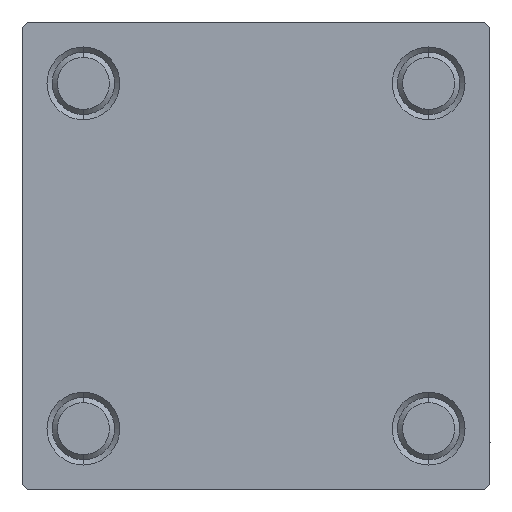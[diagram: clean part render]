
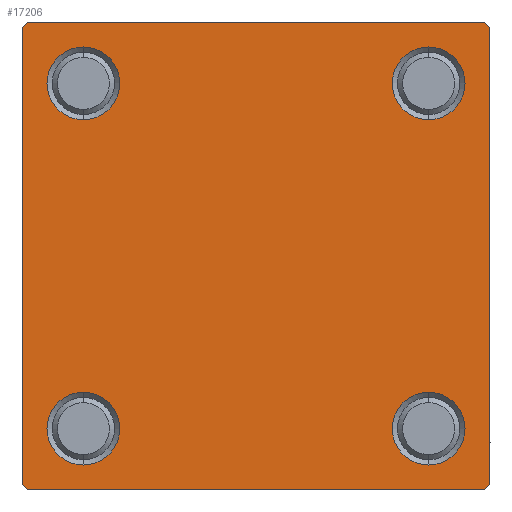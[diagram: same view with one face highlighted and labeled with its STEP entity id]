
A CAD part, left-side view. The second image highlights one B-rep face of the part: STEP entity #17206.
In plain terms, the highlighted planar face has unit normal (-1, 0, 0).
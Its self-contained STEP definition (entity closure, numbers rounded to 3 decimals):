
#395 = DIRECTION ( 'NONE',  ( 0., 0., 1. ) ) ;
#593 = LINE ( 'NONE', #15489, #21652 ) ;
#701 = EDGE_CURVE ( 'NONE', #38645, #44699, #28437, .T. ) ;
#1659 = ORIENTED_EDGE ( 'NONE', *, *, #26218, .T. ) ;
#1907 = VERTEX_POINT ( 'NONE', #46260 ) ;
#2209 = DIRECTION ( 'NONE',  ( 0., 0., 1. ) ) ;
#2247 = DIRECTION ( 'NONE',  ( 1., 0., 0. ) ) ;
#2644 = ORIENTED_EDGE ( 'NONE', *, *, #15396, .T. ) ;
#3058 = VECTOR ( 'NONE', #19616, 1000. ) ;
#3129 = AXIS2_PLACEMENT_3D ( 'NONE', #27228, #8960, #19174 ) ;
#3716 = FACE_BOUND ( 'NONE', #48484, .T. ) ;
#4079 = ORIENTED_EDGE ( 'NONE', *, *, #46663, .T. ) ;
#4114 = CARTESIAN_POINT ( 'NONE',  ( 0., -16.6, 16.6 ) ) ;
#4211 = LINE ( 'NONE', #39717, #3058 ) ;
#4370 = DIRECTION ( 'NONE',  ( 0., -1., 0. ) ) ;
#5499 = AXIS2_PLACEMENT_3D ( 'NONE', #41824, #33750, #34243 ) ;
#5866 = DIRECTION ( 'NONE',  ( 0., -0.707, 0.707 ) ) ;
#7525 = AXIS2_PLACEMENT_3D ( 'NONE', #16979, #35632, #47243 ) ;
#7627 = CARTESIAN_POINT ( 'NONE',  ( 0., 16.6, -20.1 ) ) ;
#7910 = ORIENTED_EDGE ( 'NONE', *, *, #31335, .T. ) ;
#7931 = ORIENTED_EDGE ( 'NONE', *, *, #46080, .T. ) ;
#7960 = DIRECTION ( 'NONE',  ( 1., 0., 0. ) ) ;
#8088 = CARTESIAN_POINT ( 'NONE',  ( 0., 22.5, 22.5 ) ) ;
#8806 = VECTOR ( 'NONE', #24959, 1000. ) ;
#8960 = DIRECTION ( 'NONE',  ( 1., 0., 0. ) ) ;
#9130 = EDGE_LOOP ( 'NONE', ( #21005, #30873 ) ) ;
#9313 = CARTESIAN_POINT ( 'NONE',  ( 0., 22.5, -22.5 ) ) ;
#10107 = ORIENTED_EDGE ( 'NONE', *, *, #42344, .T. ) ;
#10227 = EDGE_LOOP ( 'NONE', ( #1659, #7910 ) ) ;
#10897 = EDGE_CURVE ( 'NONE', #28242, #34222, #42664, .T. ) ;
#10902 = CARTESIAN_POINT ( 'NONE',  ( 0., -22.5, 22. ) ) ;
#12525 = CARTESIAN_POINT ( 'NONE',  ( 0., -22., -22.5 ) ) ;
#12830 = CARTESIAN_POINT ( 'NONE',  ( 0., -16.6, 20.1 ) ) ;
#12899 = CARTESIAN_POINT ( 'NONE',  ( 0., -22.5, 22.5 ) ) ;
#12919 = ORIENTED_EDGE ( 'NONE', *, *, #39528, .T. ) ;
#13333 = DIRECTION ( 'NONE',  ( 0., 0.707, 0.707 ) ) ;
#13536 = AXIS2_PLACEMENT_3D ( 'NONE', #4114, #38942, #31117 ) ;
#14199 = EDGE_CURVE ( 'NONE', #25796, #33169, #21541, .T. ) ;
#14216 = DIRECTION ( 'NONE',  ( 0., -0.707, -0.707 ) ) ;
#14585 = FACE_BOUND ( 'NONE', #36583, .T. ) ;
#14819 = CARTESIAN_POINT ( 'NONE',  ( 0., 22., -22.5 ) ) ;
#15396 = EDGE_CURVE ( 'NONE', #23120, #28242, #4211, .T. ) ;
#15489 = CARTESIAN_POINT ( 'NONE',  ( 0., 22.5, 22.5 ) ) ;
#15969 = CIRCLE ( 'NONE', #13536, 3.5 ) ;
#16979 = CARTESIAN_POINT ( 'NONE',  ( 0., 16.6, -16.6 ) ) ;
#17206 = ADVANCED_FACE ( 'NONE', ( #3716, #14585, #18864, #26431, #29958 ), #19123, .T. ) ;
#17659 = DIRECTION ( 'NONE',  ( 0., 0., 1. ) ) ;
#18104 = ORIENTED_EDGE ( 'NONE', *, *, #37884, .F. ) ;
#18109 = ORIENTED_EDGE ( 'NONE', *, *, #30721, .T. ) ;
#18698 = DIRECTION ( 'NONE',  ( 1., 0., 0. ) ) ;
#18864 = FACE_BOUND ( 'NONE', #9130, .T. ) ;
#18995 = AXIS2_PLACEMENT_3D ( 'NONE', #27139, #7960, #395 ) ;
#19123 = PLANE ( 'NONE',  #5499 ) ;
#19174 = DIRECTION ( 'NONE',  ( 0., 0., 1. ) ) ;
#19498 = DIRECTION ( 'NONE',  ( 0., 0., 1. ) ) ;
#19616 = DIRECTION ( 'NONE',  ( 0., 0.707, -0.707 ) ) ;
#19722 = CIRCLE ( 'NONE', #39101, 3.5 ) ;
#19748 = DIRECTION ( 'NONE',  ( 1., 0., 0. ) ) ;
#19755 = VECTOR ( 'NONE', #5866, 1000. ) ;
#19868 = VERTEX_POINT ( 'NONE', #30629 ) ;
#20017 = ORIENTED_EDGE ( 'NONE', *, *, #10897, .T. ) ;
#20204 = VERTEX_POINT ( 'NONE', #10902 ) ;
#20612 = CARTESIAN_POINT ( 'NONE',  ( 0., 22.5, -22. ) ) ;
#20682 = LINE ( 'NONE', #9313, #8806 ) ;
#20779 = LINE ( 'NONE', #27644, #19755 ) ;
#21005 = ORIENTED_EDGE ( 'NONE', *, *, #701, .T. ) ;
#21541 = CIRCLE ( 'NONE', #46520, 3.5 ) ;
#21652 = VECTOR ( 'NONE', #4370, 1000. ) ;
#22732 = CARTESIAN_POINT ( 'NONE',  ( 0., -16.6, 16.6 ) ) ;
#23120 = VERTEX_POINT ( 'NONE', #25805 ) ;
#23349 = CIRCLE ( 'NONE', #45871, 3.5 ) ;
#23815 = VERTEX_POINT ( 'NONE', #30198 ) ;
#24436 = CARTESIAN_POINT ( 'NONE',  ( 0., -22.25, 22.25 ) ) ;
#24503 = CARTESIAN_POINT ( 'NONE',  ( 0., -16.6, -16.6 ) ) ;
#24959 = DIRECTION ( 'NONE',  ( 0., -1., 0. ) ) ;
#25796 = VERTEX_POINT ( 'NONE', #31805 ) ;
#25805 = CARTESIAN_POINT ( 'NONE',  ( 0., 22., 22.5 ) ) ;
#26039 = AXIS2_PLACEMENT_3D ( 'NONE', #40349, #2247, #17659 ) ;
#26218 = EDGE_CURVE ( 'NONE', #19868, #23815, #19722, .T. ) ;
#26431 = FACE_BOUND ( 'NONE', #10227, .T. ) ;
#27139 = CARTESIAN_POINT ( 'NONE',  ( 0., 16.6, 16.6 ) ) ;
#27174 = VERTEX_POINT ( 'NONE', #14819 ) ;
#27228 = CARTESIAN_POINT ( 'NONE',  ( 0., -16.6, -16.6 ) ) ;
#27644 = CARTESIAN_POINT ( 'NONE',  ( 0., -22.25, -22.25 ) ) ;
#28023 = ORIENTED_EDGE ( 'NONE', *, *, #14199, .T. ) ;
#28242 = VERTEX_POINT ( 'NONE', #35267 ) ;
#28437 = CIRCLE ( 'NONE', #7525, 3.5 ) ;
#28697 = CARTESIAN_POINT ( 'NONE',  ( 0., 16.6, 16.6 ) ) ;
#29220 = CIRCLE ( 'NONE', #26039, 3.5 ) ;
#29958 = FACE_OUTER_BOUND ( 'NONE', #30903, .T. ) ;
#30198 = CARTESIAN_POINT ( 'NONE',  ( 0., 16.6, 13.1 ) ) ;
#30295 = VECTOR ( 'NONE', #38881, 1000. ) ;
#30433 = VECTOR ( 'NONE', #14216, 1000. ) ;
#30629 = CARTESIAN_POINT ( 'NONE',  ( 0., 16.6, 20.1 ) ) ;
#30721 = EDGE_CURVE ( 'NONE', #44367, #46245, #20779, .T. ) ;
#30873 = ORIENTED_EDGE ( 'NONE', *, *, #49883, .T. ) ;
#30903 = EDGE_LOOP ( 'NONE', ( #20017, #40063, #7931, #18109, #18104, #4079, #44287, #2644 ) ) ;
#31117 = DIRECTION ( 'NONE',  ( 0., 0., 1. ) ) ;
#31335 = EDGE_CURVE ( 'NONE', #23815, #19868, #31873, .T. ) ;
#31805 = CARTESIAN_POINT ( 'NONE',  ( 0., -16.6, -20.1 ) ) ;
#31873 = CIRCLE ( 'NONE', #18995, 3.5 ) ;
#33169 = VERTEX_POINT ( 'NONE', #38768 ) ;
#33750 = DIRECTION ( 'NONE',  ( -1., 0., 0. ) ) ;
#34222 = VERTEX_POINT ( 'NONE', #20612 ) ;
#34243 = DIRECTION ( 'NONE',  ( 0., 0., 1. ) ) ;
#35267 = CARTESIAN_POINT ( 'NONE',  ( 0., 22.5, 22. ) ) ;
#35632 = DIRECTION ( 'NONE',  ( 1., 0., 0. ) ) ;
#36163 = CARTESIAN_POINT ( 'NONE',  ( 0., -16.6, 13.1 ) ) ;
#36583 = EDGE_LOOP ( 'NONE', ( #12919, #28023 ) ) ;
#36824 = VERTEX_POINT ( 'NONE', #12830 ) ;
#37424 = CARTESIAN_POINT ( 'NONE',  ( 0., 22.25, -22.25 ) ) ;
#37456 = VERTEX_POINT ( 'NONE', #36163 ) ;
#37656 = EDGE_CURVE ( 'NONE', #34222, #27174, #41957, .T. ) ;
#37884 = EDGE_CURVE ( 'NONE', #20204, #46245, #40162, .T. ) ;
#38503 = VECTOR ( 'NONE', #48891, 1000. ) ;
#38509 = EDGE_CURVE ( 'NONE', #36824, #37456, #15969, .T. ) ;
#38645 = VERTEX_POINT ( 'NONE', #48130 ) ;
#38768 = CARTESIAN_POINT ( 'NONE',  ( 0., -16.6, -13.1 ) ) ;
#38881 = DIRECTION ( 'NONE',  ( 0., 0., -1. ) ) ;
#38942 = DIRECTION ( 'NONE',  ( 1., 0., 0. ) ) ;
#39101 = AXIS2_PLACEMENT_3D ( 'NONE', #28697, #40563, #2209 ) ;
#39528 = EDGE_CURVE ( 'NONE', #33169, #25796, #44173, .T. ) ;
#39717 = CARTESIAN_POINT ( 'NONE',  ( 0., 22.25, 22.25 ) ) ;
#40063 = ORIENTED_EDGE ( 'NONE', *, *, #37656, .T. ) ;
#40162 = LINE ( 'NONE', #12899, #38503 ) ;
#40349 = CARTESIAN_POINT ( 'NONE',  ( 0., 16.6, -16.6 ) ) ;
#40563 = DIRECTION ( 'NONE',  ( 1., 0., 0. ) ) ;
#41824 = CARTESIAN_POINT ( 'NONE',  ( 0., 0., 0. ) ) ;
#41957 = LINE ( 'NONE', #37424, #30433 ) ;
#42344 = EDGE_CURVE ( 'NONE', #37456, #36824, #23349, .T. ) ;
#42441 = ORIENTED_EDGE ( 'NONE', *, *, #38509, .T. ) ;
#42664 = LINE ( 'NONE', #8088, #30295 ) ;
#42777 = EDGE_CURVE ( 'NONE', #23120, #1907, #593, .T. ) ;
#43597 = LINE ( 'NONE', #24436, #44276 ) ;
#44173 = CIRCLE ( 'NONE', #3129, 3.5 ) ;
#44276 = VECTOR ( 'NONE', #13333, 1000. ) ;
#44287 = ORIENTED_EDGE ( 'NONE', *, *, #42777, .F. ) ;
#44367 = VERTEX_POINT ( 'NONE', #12525 ) ;
#44699 = VERTEX_POINT ( 'NONE', #7627 ) ;
#45871 = AXIS2_PLACEMENT_3D ( 'NONE', #22732, #18698, #46431 ) ;
#46080 = EDGE_CURVE ( 'NONE', #27174, #44367, #20682, .T. ) ;
#46245 = VERTEX_POINT ( 'NONE', #46846 ) ;
#46260 = CARTESIAN_POINT ( 'NONE',  ( 0., -22., 22.5 ) ) ;
#46431 = DIRECTION ( 'NONE',  ( 0., 0., 1. ) ) ;
#46520 = AXIS2_PLACEMENT_3D ( 'NONE', #24503, #19748, #19498 ) ;
#46663 = EDGE_CURVE ( 'NONE', #20204, #1907, #43597, .T. ) ;
#46846 = CARTESIAN_POINT ( 'NONE',  ( 0., -22.5, -22. ) ) ;
#47243 = DIRECTION ( 'NONE',  ( 0., 0., 1. ) ) ;
#48130 = CARTESIAN_POINT ( 'NONE',  ( 0., 16.6, -13.1 ) ) ;
#48484 = EDGE_LOOP ( 'NONE', ( #42441, #10107 ) ) ;
#48891 = DIRECTION ( 'NONE',  ( 0., 0., -1. ) ) ;
#49883 = EDGE_CURVE ( 'NONE', #44699, #38645, #29220, .T. ) ;
